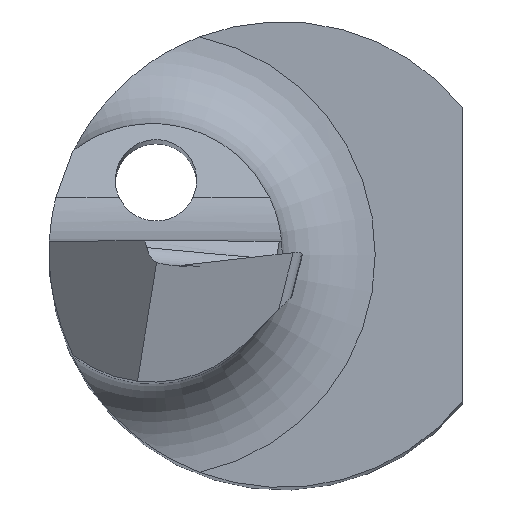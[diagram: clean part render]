
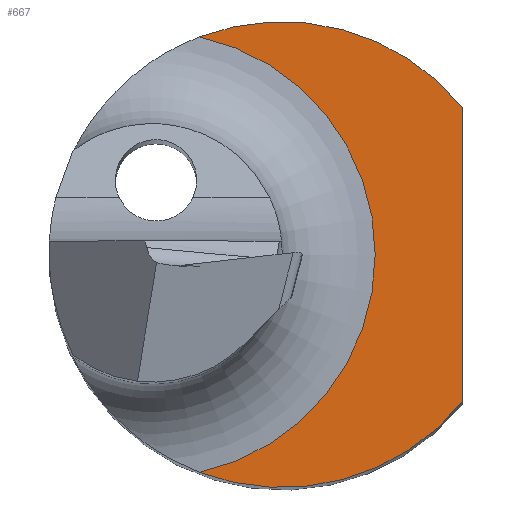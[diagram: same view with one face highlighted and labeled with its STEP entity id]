
A CAD part, top view. The second image highlights one B-rep face of the part: STEP entity #667.
In plain terms, the highlighted planar face has unit normal (0, 0, 1).
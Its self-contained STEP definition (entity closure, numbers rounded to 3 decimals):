
#10 = AXIS2_PLACEMENT_3D ( 'NONE', #594, #791, #405 ) ;
#44 = VERTEX_POINT ( 'NONE', #434 ) ;
#151 = ORIENTED_EDGE ( 'NONE', *, *, #662, .F. ) ;
#152 = CARTESIAN_POINT ( 'NONE',  ( -0.71, -1.87, 13.749 ) ) ;
#156 = DIRECTION ( 'NONE',  ( -1., 0., 0. ) ) ;
#191 = EDGE_CURVE ( 'NONE', #44, #768, #463, .T. ) ;
#207 = LINE ( 'NONE', #279, #800 ) ;
#272 = CARTESIAN_POINT ( 'NONE',  ( 0., 0., 13.749 ) ) ;
#279 = CARTESIAN_POINT ( 'NONE',  ( 1.55, -2., 13.749 ) ) ;
#298 = EDGE_CURVE ( 'NONE', #44, #460, #401, .T. ) ;
#303 = CARTESIAN_POINT ( 'NONE',  ( 1.55, 1.264, 13.749 ) ) ;
#320 = CARTESIAN_POINT ( 'NONE',  ( -1.112, 0., 13.749 ) ) ;
#357 = CARTESIAN_POINT ( 'NONE',  ( 1.55, -1.264, 13.749 ) ) ;
#379 = DIRECTION ( 'NONE',  ( 0., 0., -1. ) ) ;
#400 = DIRECTION ( 'NONE',  ( 0., 0., -1. ) ) ;
#401 = CIRCLE ( 'NONE', #417, 1.912 ) ;
#405 = DIRECTION ( 'NONE',  ( -1., 0., 0. ) ) ;
#417 = AXIS2_PLACEMENT_3D ( 'NONE', #320, #524, #717 ) ;
#434 = CARTESIAN_POINT ( 'NONE',  ( -0.71, 1.87, 13.749 ) ) ;
#460 = VERTEX_POINT ( 'NONE', #152 ) ;
#463 = CIRCLE ( 'NONE', #10, 2. ) ;
#483 = ORIENTED_EDGE ( 'NONE', *, *, #517, .F. ) ;
#517 = EDGE_CURVE ( 'NONE', #721, #460, #529, .T. ) ;
#524 = DIRECTION ( 'NONE',  ( 0., 0., -1. ) ) ;
#529 = CIRCLE ( 'NONE', #626, 2. ) ;
#534 = DIRECTION ( 'NONE',  ( -1., 0., 0. ) ) ;
#594 = CARTESIAN_POINT ( 'NONE',  ( 0., 0., 13.749 ) ) ;
#613 = AXIS2_PLACEMENT_3D ( 'NONE', #738, #400, #156 ) ;
#626 = AXIS2_PLACEMENT_3D ( 'NONE', #272, #379, #534 ) ;
#631 = ORIENTED_EDGE ( 'NONE', *, *, #298, .T. ) ;
#658 = EDGE_LOOP ( 'NONE', ( #665, #631, #483, #151 ) ) ;
#662 = EDGE_CURVE ( 'NONE', #768, #721, #207, .T. ) ;
#665 = ORIENTED_EDGE ( 'NONE', *, *, #191, .F. ) ;
#667 = ADVANCED_FACE ( 'NONE', ( #809 ), #724, .F. ) ;
#717 = DIRECTION ( 'NONE',  ( -1., 0., 0. ) ) ;
#721 = VERTEX_POINT ( 'NONE', #357 ) ;
#724 = PLANE ( 'NONE',  #613 ) ;
#738 = CARTESIAN_POINT ( 'NONE',  ( -1.112, 0., 13.749 ) ) ;
#768 = VERTEX_POINT ( 'NONE', #303 ) ;
#791 = DIRECTION ( 'NONE',  ( 0., 0., -1. ) ) ;
#798 = DIRECTION ( 'NONE',  ( 0., -1., 0. ) ) ;
#800 = VECTOR ( 'NONE', #798, 1000. ) ;
#809 = FACE_OUTER_BOUND ( 'NONE', #658, .T. ) ;
